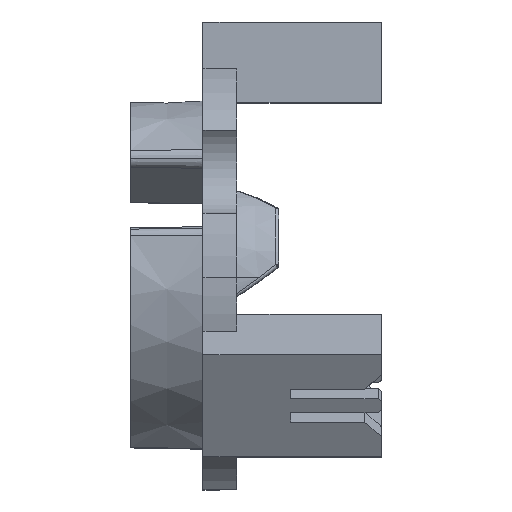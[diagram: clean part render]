
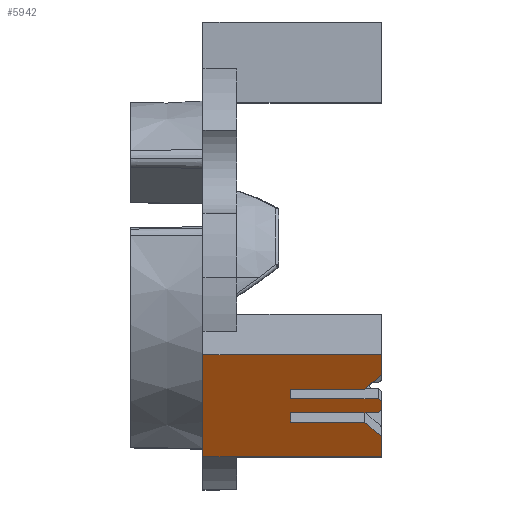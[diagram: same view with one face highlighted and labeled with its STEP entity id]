
A CAD part, top view. The second image highlights one B-rep face of the part: STEP entity #5942.
In plain terms, the highlighted planar face has unit normal (0, -0.5, 0.866).
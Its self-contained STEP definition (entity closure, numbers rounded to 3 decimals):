
#45 = ORIENTED_EDGE ( 'NONE', *, *, #8579, .F. ) ;
#165 = CARTESIAN_POINT ( 'NONE',  ( 10.6, -10.631, 11.414 ) ) ;
#267 = VECTOR ( 'NONE', #2604, 1000. ) ;
#319 = CARTESIAN_POINT ( 'NONE',  ( 10.6, -5.76, 14.226 ) ) ;
#361 = VECTOR ( 'NONE', #6593, 1000. ) ;
#652 = CARTESIAN_POINT ( 'NONE',  ( 0., -10.631, 11.414 ) ) ;
#720 = VERTEX_POINT ( 'NONE', #165 ) ;
#778 = VECTOR ( 'NONE', #9787, 1000. ) ;
#849 = ORIENTED_EDGE ( 'NONE', *, *, #8726, .F. ) ;
#886 = ORIENTED_EDGE ( 'NONE', *, *, #10605, .F. ) ;
#888 = CARTESIAN_POINT ( 'NONE',  ( 10.6, -10.631, 11.414 ) ) ;
#1033 = ORIENTED_EDGE ( 'NONE', *, *, #9608, .F. ) ;
#1085 = LINE ( 'NONE', #2548, #267 ) ;
#1371 = VECTOR ( 'NONE', #11103, 1000. ) ;
#1451 = LINE ( 'NONE', #5734, #4954 ) ;
#1463 = VECTOR ( 'NONE', #10213, 1000. ) ;
#1518 = EDGE_CURVE ( 'NONE', #720, #9295, #3150, .T. ) ;
#1727 = DIRECTION ( 'NONE',  ( 0., -0.866, -0.5 ) ) ;
#1836 = ORIENTED_EDGE ( 'NONE', *, *, #6971, .F. ) ;
#1837 = DIRECTION ( 'NONE',  ( -1., 0., 0. ) ) ;
#1883 = CARTESIAN_POINT ( 'NONE',  ( 10.6, -10.631, 11.414 ) ) ;
#1904 = CARTESIAN_POINT ( 'NONE',  ( 0., -10.631, 11.414 ) ) ;
#1930 = VERTEX_POINT ( 'NONE', #3300 ) ;
#1937 = DIRECTION ( 'NONE',  ( 0., 0.866, 0.5 ) ) ;
#2095 = EDGE_CURVE ( 'NONE', #4944, #4642, #5165, .T. ) ;
#2110 = DIRECTION ( 'NONE',  ( 1., 0., 0. ) ) ;
#2116 = CARTESIAN_POINT ( 'NONE',  ( 10.6, -9.44, 12.101 ) ) ;
#2208 = CARTESIAN_POINT ( 'NONE',  ( 10.6, -10.631, 11.414 ) ) ;
#2548 = CARTESIAN_POINT ( 'NONE',  ( 8.988, -9.235, 12.22 ) ) ;
#2582 = ORIENTED_EDGE ( 'NONE', *, *, #7409, .T. ) ;
#2604 = DIRECTION ( 'NONE',  ( 0.707, 0.612, 0.354 ) ) ;
#2660 = ORIENTED_EDGE ( 'NONE', *, *, #6350, .F. ) ;
#2759 = VERTEX_POINT ( 'NONE', #10222 ) ;
#2949 = ORIENTED_EDGE ( 'NONE', *, *, #7751, .T. ) ;
#2962 = LINE ( 'NONE', #5613, #8284 ) ;
#3111 = VECTOR ( 'NONE', #2110, 1000. ) ;
#3150 = LINE ( 'NONE', #6756, #361 ) ;
#3300 = CARTESIAN_POINT ( 'NONE',  ( 10.6, -4.569, 14.914 ) ) ;
#3354 = ORIENTED_EDGE ( 'NONE', *, *, #4812, .T. ) ;
#3405 = PLANE ( 'NONE',  #9078 ) ;
#3731 = CARTESIAN_POINT ( 'NONE',  ( 10.6, -5.76, 14.226 ) ) ;
#3761 = VERTEX_POINT ( 'NONE', #10769 ) ;
#3799 = VERTEX_POINT ( 'NONE', #9816 ) ;
#4060 = EDGE_LOOP ( 'NONE', ( #886, #9080, #2949, #3354, #1836, #1033, #6445, #5983, #2582, #4226, #2660, #8632, #4175, #10579, #45, #849 ) ) ;
#4175 = ORIENTED_EDGE ( 'NONE', *, *, #7724, .T. ) ;
#4226 = ORIENTED_EDGE ( 'NONE', *, *, #10916, .T. ) ;
#4255 = CARTESIAN_POINT ( 'NONE',  ( 5.2, -6.626, 13.726 ) ) ;
#4478 = CARTESIAN_POINT ( 'NONE',  ( 9.6, -8.574, 12.601 ) ) ;
#4642 = VERTEX_POINT ( 'NONE', #4255 ) ;
#4735 = LINE ( 'NONE', #6309, #9446 ) ;
#4792 = VECTOR ( 'NONE', #1837, 1000. ) ;
#4812 = EDGE_CURVE ( 'NONE', #9887, #6375, #9892, .T. ) ;
#4944 = VERTEX_POINT ( 'NONE', #7062 ) ;
#4954 = VECTOR ( 'NONE', #10787, 1000. ) ;
#4982 = LINE ( 'NONE', #9411, #9221 ) ;
#5110 = CARTESIAN_POINT ( 'NONE',  ( 9.6, -6.626, 13.726 ) ) ;
#5165 = LINE ( 'NONE', #5110, #1463 ) ;
#5376 = EDGE_CURVE ( 'NONE', #9660, #3761, #1085, .T. ) ;
#5431 = VECTOR ( 'NONE', #1937, 1000. ) ;
#5613 = CARTESIAN_POINT ( 'NONE',  ( 10.6, -10.631, 11.414 ) ) ;
#5656 = DIRECTION ( 'NONE',  ( 0., 0.866, 0.5 ) ) ;
#5734 = CARTESIAN_POINT ( 'NONE',  ( 10.6, -9.44, 12.101 ) ) ;
#5895 = EDGE_CURVE ( 'NONE', #10880, #7432, #1451, .T. ) ;
#5942 = ADVANCED_FACE ( 'NONE', ( #9883 ), #3405, .T. ) ;
#5983 = ORIENTED_EDGE ( 'NONE', *, *, #7332, .F. ) ;
#6163 = LINE ( 'NONE', #1883, #5431 ) ;
#6309 = CARTESIAN_POINT ( 'NONE',  ( 5.2, -8.011, 12.926 ) ) ;
#6350 = EDGE_CURVE ( 'NONE', #9295, #7266, #10198, .T. ) ;
#6375 = VERTEX_POINT ( 'NONE', #10992 ) ;
#6445 = ORIENTED_EDGE ( 'NONE', *, *, #2095, .F. ) ;
#6593 = DIRECTION ( 'NONE',  ( -1., 0., 0. ) ) ;
#6597 = VERTEX_POINT ( 'NONE', #3731 ) ;
#6756 = CARTESIAN_POINT ( 'NONE',  ( 10.6, -10.631, 11.414 ) ) ;
#6791 = LINE ( 'NONE', #8584, #10489 ) ;
#6971 = EDGE_CURVE ( 'NONE', #3799, #6375, #8043, .T. ) ;
#6973 = LINE ( 'NONE', #319, #10982 ) ;
#7062 = CARTESIAN_POINT ( 'NONE',  ( 9.6, -6.626, 13.726 ) ) ;
#7139 = CARTESIAN_POINT ( 'NONE',  ( 9.6, -8.574, 12.601 ) ) ;
#7178 = CARTESIAN_POINT ( 'NONE',  ( 0., -4.569, 14.914 ) ) ;
#7266 = VERTEX_POINT ( 'NONE', #7178 ) ;
#7314 = DIRECTION ( 'NONE',  ( 1., 0., 0. ) ) ;
#7332 = EDGE_CURVE ( 'NONE', #6597, #4944, #6973, .T. ) ;
#7409 = EDGE_CURVE ( 'NONE', #6597, #1930, #2962, .T. ) ;
#7432 = VERTEX_POINT ( 'NONE', #2116 ) ;
#7605 = VERTEX_POINT ( 'NONE', #7675 ) ;
#7628 = CARTESIAN_POINT ( 'NONE',  ( 10.4, -8.011, 12.926 ) ) ;
#7675 = CARTESIAN_POINT ( 'NONE',  ( 5.2, -8.574, 12.601 ) ) ;
#7724 = EDGE_CURVE ( 'NONE', #720, #7432, #6163, .T. ) ;
#7751 = EDGE_CURVE ( 'NONE', #3761, #9887, #9130, .T. ) ;
#7812 = DIRECTION ( 'NONE',  ( -0.707, -0.612, -0.354 ) ) ;
#8043 = LINE ( 'NONE', #8158, #8643 ) ;
#8158 = CARTESIAN_POINT ( 'NONE',  ( 5.2, -7.189, 13.401 ) ) ;
#8284 = VECTOR ( 'NONE', #10727, 1000. ) ;
#8417 = DIRECTION ( 'NONE',  ( 0., -0.866, -0.5 ) ) ;
#8579 = EDGE_CURVE ( 'NONE', #7605, #10880, #10563, .T. ) ;
#8584 = CARTESIAN_POINT ( 'NONE',  ( 5.2, -6.626, 13.726 ) ) ;
#8632 = ORIENTED_EDGE ( 'NONE', *, *, #1518, .F. ) ;
#8643 = VECTOR ( 'NONE', #7314, 1000. ) ;
#8726 = EDGE_CURVE ( 'NONE', #2759, #7605, #4982, .T. ) ;
#8926 = CARTESIAN_POINT ( 'NONE',  ( 10.6, -4.569, 14.914 ) ) ;
#9061 = DIRECTION ( 'NONE',  ( -1., 0., 0. ) ) ;
#9078 = AXIS2_PLACEMENT_3D ( 'NONE', #888, #9316, #8417 ) ;
#9080 = ORIENTED_EDGE ( 'NONE', *, *, #5376, .T. ) ;
#9112 = CARTESIAN_POINT ( 'NONE',  ( 12.488, -8.996, 12.357 ) ) ;
#9130 = LINE ( 'NONE', #2208, #9736 ) ;
#9221 = VECTOR ( 'NONE', #9246, 1000. ) ;
#9246 = DIRECTION ( 'NONE',  ( 0., -0.866, -0.5 ) ) ;
#9295 = VERTEX_POINT ( 'NONE', #1904 ) ;
#9316 = DIRECTION ( 'NONE',  ( 0., -0.5, 0.866 ) ) ;
#9411 = CARTESIAN_POINT ( 'NONE',  ( 5.2, -8.574, 12.601 ) ) ;
#9446 = VECTOR ( 'NONE', #9061, 1000. ) ;
#9541 = LINE ( 'NONE', #8926, #4792 ) ;
#9608 = EDGE_CURVE ( 'NONE', #4642, #3799, #6791, .T. ) ;
#9660 = VERTEX_POINT ( 'NONE', #7628 ) ;
#9736 = VECTOR ( 'NONE', #5656, 1000. ) ;
#9787 = DIRECTION ( 'NONE',  ( -0.707, 0.612, 0.354 ) ) ;
#9816 = CARTESIAN_POINT ( 'NONE',  ( 5.2, -7.189, 13.401 ) ) ;
#9883 = FACE_OUTER_BOUND ( 'NONE', #4060, .T. ) ;
#9887 = VERTEX_POINT ( 'NONE', #10657 ) ;
#9892 = LINE ( 'NONE', #9112, #778 ) ;
#10198 = LINE ( 'NONE', #652, #1371 ) ;
#10213 = DIRECTION ( 'NONE',  ( -1., 0., 0. ) ) ;
#10222 = CARTESIAN_POINT ( 'NONE',  ( 5.2, -8.011, 12.926 ) ) ;
#10489 = VECTOR ( 'NONE', #1727, 1000. ) ;
#10563 = LINE ( 'NONE', #7139, #3111 ) ;
#10579 = ORIENTED_EDGE ( 'NONE', *, *, #5895, .F. ) ;
#10605 = EDGE_CURVE ( 'NONE', #9660, #2759, #4735, .T. ) ;
#10657 = CARTESIAN_POINT ( 'NONE',  ( 10.6, -7.362, 13.301 ) ) ;
#10727 = DIRECTION ( 'NONE',  ( 0., 0.866, 0.5 ) ) ;
#10769 = CARTESIAN_POINT ( 'NONE',  ( 10.6, -7.838, 13.026 ) ) ;
#10787 = DIRECTION ( 'NONE',  ( 0.707, -0.612, -0.354 ) ) ;
#10880 = VERTEX_POINT ( 'NONE', #4478 ) ;
#10916 = EDGE_CURVE ( 'NONE', #1930, #7266, #9541, .T. ) ;
#10982 = VECTOR ( 'NONE', #7812, 1000. ) ;
#10992 = CARTESIAN_POINT ( 'NONE',  ( 10.4, -7.189, 13.401 ) ) ;
#11103 = DIRECTION ( 'NONE',  ( 0., 0.866, 0.5 ) ) ;
